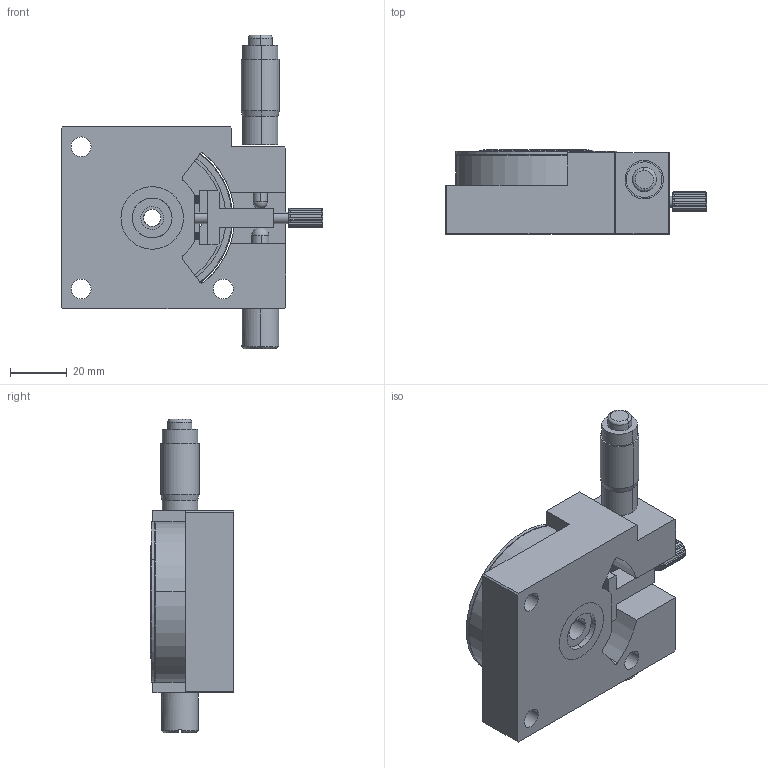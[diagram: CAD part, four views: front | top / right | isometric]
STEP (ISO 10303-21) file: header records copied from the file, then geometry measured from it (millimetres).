
FILE_DESCRIPTION (( 'STEP AP214' ), '1' );
FILE_NAME ('GCM-1101M-三维外形图-20161122.STEP', '2016-11-22T08:47:49', ( 't' ), ( 'd' ), 'SwSTEP 2.0', 'SolidWorks 2012', '' );
FILE_SCHEMA (( 'AUTOMOTIVE_DESIGN' ));
Length unit declared in the file: millimetre
Products named in the file (1): GCM-1101M-三维外形图-20161122
Bounding box: 92 x 29.5 x 110.25 mm (x, y, z)
Surface area: 38147 mm2 (no closed solid volume)
Topology: 0 solids, 31 shells, 298 faces, 845 edges, 563 vertices
Faces by surface type: cylinder 140, plane 70, cone 61, torus 25, sphere 2
Entity records: 13413 total; most frequent: CARTESIAN_POINT 2277, DIRECTION 1755, ORIENTED_EDGE 1457, EDGE_CURVE 839, AXIS2_PLACEMENT_3D 693, VERTEX_POINT 559, CIRCLE 394, LINE 369
